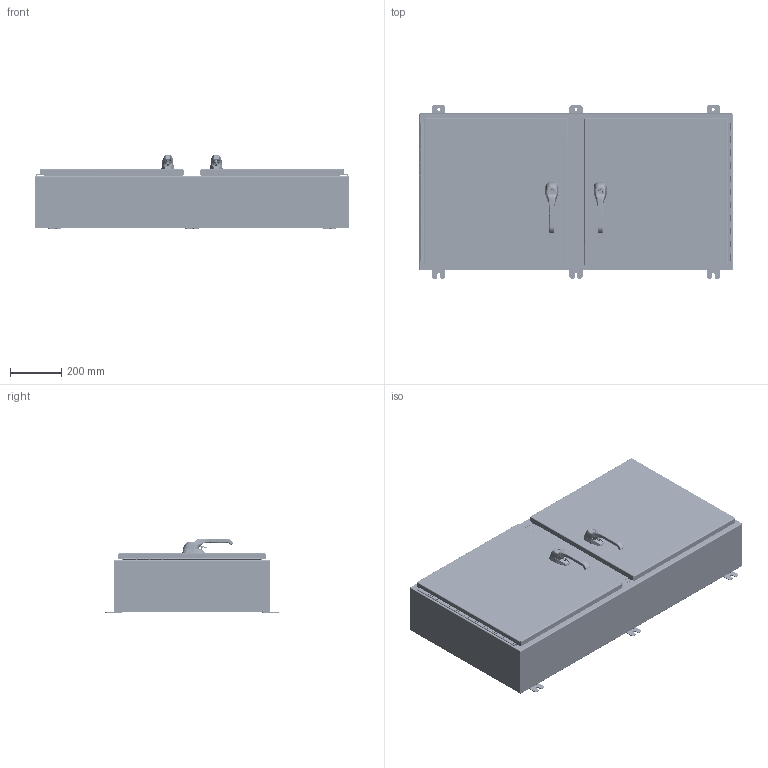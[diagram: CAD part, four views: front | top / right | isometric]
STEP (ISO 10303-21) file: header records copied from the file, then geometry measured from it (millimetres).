
FILE_DESCRIPTION (( 'STEP AP214' ), '1' );
FILE_NAME ('SSN4244808WF3PT.STEP', '2016-02-09T20:50:55', ( '' ), ( '' ), 'SwSTEP 2.0', 'SolidWorks 2014', '' );
FILE_SCHEMA (( 'AUTOMOTIVE_DESIGN' ));
Length unit declared in the file: inch
Products named in the file (53): SSN42448WF3PTLDR; HFW31235; 328138P; 38846; HFW369101; 328138L; 38859; HFW31234; SS_LARGE_DOOR_ROD_ASSM-37038; HFW372182; HFW32451; 3862; SSN424WF3PTRML; SPACER; 31230; HFW316325; 1225-05; HFW3762; SSN424WF3PTMLR; 1000-02; 30254; HFW303115; 1000-277-01; 37038; HFW303116; DIN985_M10; HFW31712; 34871; D125B_10_5; 1091-BR11_AF0; SSN42408WF3PTLRS; 1091-76; SUPPORT-ROLL_AF0; SSN4244808WF3PTBTB; 2100-11; PLASTIC-ROLLER-CAM_AF0_ASM; DIN3771_16X2_5; LOCK-NUT_AF0; SSN4244808WF3PT; 1091-75 ...
Assembly tree (91 placements, depth 5):
  SSN4244808WF3PT
    SSN4244808WF3PTBTB
    SSN42408WF3PTLRS  x2
    34871  x6
    HFW303116  x2
    HFW303115  x2
    SSN424WF3PTMLR
    HFW316325  x2
    SSN424WF3PTRML
    HFW372182  x8
    38859  x6
    38846  x4
    SSN42448WF3PTLDR
    SSN42448WF3PTRDR
    HFW32451  x2
      1091-73
      1091-B11_ASM
        1091-74-03
        1091-74-01
      1091-75
      DIN3771_16X2_5
      2100-11
      1091-76
      D125B_10_5
      DIN985_M10
      1000-277-01
      1000-02
      1225-05
      SPACER
    316SS_CHUTE_BOLT_GUIDE_ASS  x4
      HFW31234
      HFW369101
      HFW31235
    SS_LARGE_DOOR_ROD_ASSM-37038  x2
      HFW31712
        1091-903_AF0
          1091-903_AF0_1
          1091-903_AF0_2
        PLASTIC-ROLLER-CAM_AF0_ASM
          PLASTIC-ROLLER-CAM_AF1
          7379-M6-8X25_AF0
          LOCK-NUT_AF0
        SUPPORT-ROLL_AF0
        1091-BR11_AF0
      37038
      30254
      HFW3762
      31230
      3862
    328138  x2
      328138L
      328138P
      328138T
Bounding box: 1219.2 x 673.1 x 289.79 mm (x, y, z)
Volume: 5918478.6 mm3; surface area: 5652958.3 mm2
Topology: 125 solids, 125 shells, 6344 faces, 15710 edges, 9556 vertices
Faces by surface type: cylinder 2586, plane 2242, torus 650, bspline 428, cone 240, sphere 198
Entity records: 143155 total; most frequent: CARTESIAN_POINT 42913, DIRECTION 13639, ORIENTED_EDGE 13084, EDGE_CURVE 6542, AXIS2_PLACEMENT_3D 5189, VERTEX_POINT 4005, LINE 3261, VECTOR 3261
